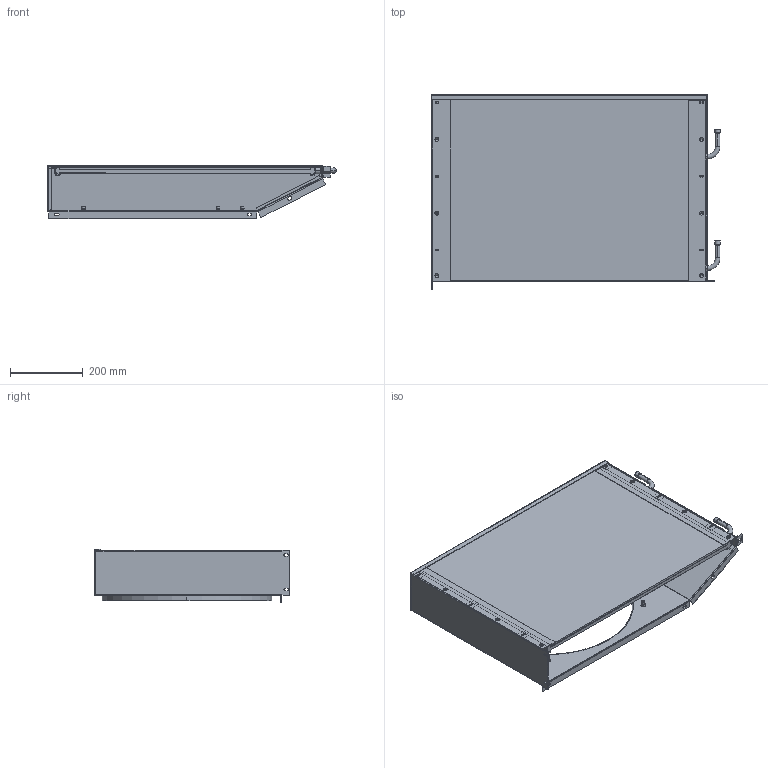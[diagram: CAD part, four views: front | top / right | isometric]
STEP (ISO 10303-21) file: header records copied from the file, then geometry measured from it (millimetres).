
FILE_DESCRIPTION((''),'2;1');
FILE_NAME('191U0643E_ASM','2023-04-04T08:53:38',('U375483'),('DANFOSS COMMERCIAL COMPRESSOR'),'CREO PARAMETRIC BY PTC INC, 2022124','CREO PARAMETRIC BY PTC INC, 2022124','');
FILE_SCHEMA(('CONFIG_CONTROL_DESIGN'));
Length unit declared in the file: millimetre
Products named in the file (8): 191U124407P01; 193U5105; 191U124407P01_ASM; 191U124407P02; 191U124407P00_ASM; 021Z0643; 191U0643G; 191U0643E_ASM
Assembly tree (11 placements, depth 4):
  191U0643E_ASM
    191U124407P00_ASM
      191U124407P01_ASM
        191U124407P01
        193U5105  x5
      191U124407P02
    021Z0643
    191U0643G
Bounding box: 790.21 x 534 x 145.5 mm (x, y, z)
Volume: 786650.7 mm3; surface area: 1834812.4 mm2
Topology: 8 solids, 17 shells, 635 faces, 1583 edges, 988 vertices
Faces by surface type: plane 354, cylinder 196, cone 44, torus 32, bspline 9
Entity records: 16703 total; most frequent: CARTESIAN_POINT 3394, DIRECTION 2797, ORIENTED_EDGE 2662, EDGE_CURVE 1351, AXIS2_PLACEMENT_3D 959, VECTOR 879, LINE 879, VERTEX_POINT 844
